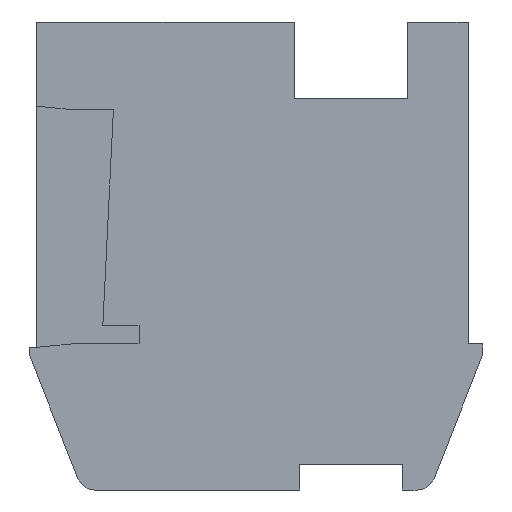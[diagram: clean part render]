
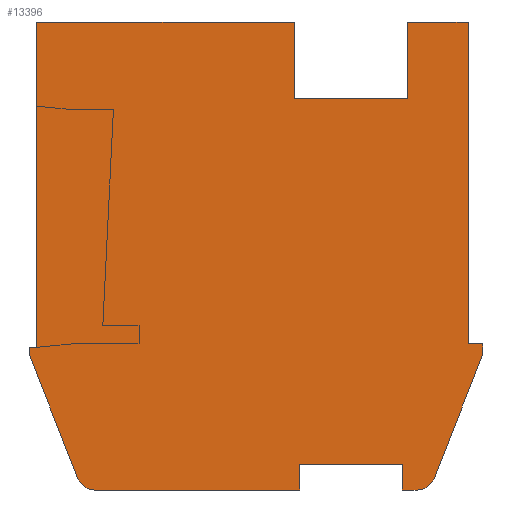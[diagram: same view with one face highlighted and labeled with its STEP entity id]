
A CAD part, front view. The second image highlights one B-rep face of the part: STEP entity #13396.
In plain terms, the highlighted planar face has unit normal (0, -1, 0).
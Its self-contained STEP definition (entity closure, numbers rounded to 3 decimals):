
#1=DIRECTION('',(-0.365,0.,-0.931));
#2=VECTOR('',#1,3.633);
#3=CARTESIAN_POINT('',(6.2,0.,-2.7));
#4=LINE('',#3,#2);
#5=CARTESIAN_POINT('',(4.409,0.,-5.9));
#6=DIRECTION('',(0.,1.,0.));
#7=DIRECTION('',(0.931,0.,-0.365));
#8=AXIS2_PLACEMENT_3D('',#5,#6,#7);
#10=DIRECTION('',(-1.,0.,0.));
#11=VECTOR('',#10,0.409);
#12=CARTESIAN_POINT('',(4.409,0.,-6.4));
#13=LINE('',#12,#11);
#14=DIRECTION('',(0.,0.,1.));
#15=VECTOR('',#14,0.7);
#16=CARTESIAN_POINT('',(4.,0.,-6.4));
#17=LINE('',#16,#15);
#18=DIRECTION('',(-1.,0.,0.));
#19=VECTOR('',#18,2.8);
#20=CARTESIAN_POINT('',(4.,0.,-5.7));
#21=LINE('',#20,#19);
#22=DIRECTION('',(0.,0.,-1.));
#23=VECTOR('',#22,0.7);
#24=CARTESIAN_POINT('',(1.2,0.,-5.7));
#25=LINE('',#24,#23);
#26=DIRECTION('',(-1.,0.,0.));
#27=VECTOR('',#26,5.609);
#28=CARTESIAN_POINT('',(1.2,0.,-6.4));
#29=LINE('',#28,#27);
#30=CARTESIAN_POINT('',(-4.409,0.,-5.9));
#31=DIRECTION('',(0.,1.,0.));
#32=DIRECTION('',(0.,0.,-1.));
#33=AXIS2_PLACEMENT_3D('',#30,#31,#32);
#35=DIRECTION('',(-0.365,0.,0.931));
#36=VECTOR('',#35,3.633);
#37=CARTESIAN_POINT('',(-4.874,0.,-6.082));
#38=LINE('',#37,#36);
#39=DIRECTION('',(0.,0.,1.));
#40=VECTOR('',#39,0.2);
#41=CARTESIAN_POINT('',(-6.2,0.,-2.7));
#42=LINE('',#41,#40);
#43=DIRECTION('',(1.,0.,0.));
#44=VECTOR('',#43,0.2);
#45=CARTESIAN_POINT('',(-6.2,0.,-2.5));
#46=LINE('',#45,#44);
#47=DIRECTION('',(0.,0.,1.));
#48=VECTOR('',#47,8.9);
#49=CARTESIAN_POINT('',(-6.,0.,-2.5));
#50=LINE('',#49,#48);
#51=DIRECTION('',(1.,0.,0.));
#52=VECTOR('',#51,7.05);
#53=CARTESIAN_POINT('',(-6.,0.,6.4));
#54=LINE('',#53,#52);
#55=DIRECTION('',(0.,0.,-1.));
#56=VECTOR('',#55,2.1);
#57=CARTESIAN_POINT('',(1.05,0.,6.4));
#58=LINE('',#57,#56);
#59=DIRECTION('',(1.,0.,0.));
#60=VECTOR('',#59,3.1);
#61=CARTESIAN_POINT('',(1.05,0.,4.3));
#62=LINE('',#61,#60);
#63=DIRECTION('',(0.,0.,1.));
#64=VECTOR('',#63,2.1);
#65=CARTESIAN_POINT('',(4.15,0.,4.3));
#66=LINE('',#65,#64);
#67=DIRECTION('',(1.,0.,0.));
#68=VECTOR('',#67,1.65);
#69=CARTESIAN_POINT('',(4.15,0.,6.4));
#70=LINE('',#69,#68);
#71=DIRECTION('',(0.,0.,-1.));
#72=VECTOR('',#71,8.8);
#73=CARTESIAN_POINT('',(5.8,0.,6.4));
#74=LINE('',#73,#72);
#75=DIRECTION('',(1.,0.,0.));
#76=VECTOR('',#75,0.4);
#77=CARTESIAN_POINT('',(5.8,0.,-2.4));
#78=LINE('',#77,#76);
#79=DIRECTION('',(0.,0.,-1.));
#80=VECTOR('',#79,0.3);
#81=CARTESIAN_POINT('',(6.2,0.,-2.4));
#82=LINE('',#81,#80);
#10189=CARTESIAN_POINT('',(6.2,0.,-2.7));
#10190=CARTESIAN_POINT('',(4.874,0.,-6.082));
#10191=VERTEX_POINT('',#10189);
#10192=VERTEX_POINT('',#10190);
#10193=CARTESIAN_POINT('',(4.409,0.,-6.4));
#10194=VERTEX_POINT('',#10193);
#10195=CARTESIAN_POINT('',(4.,0.,-6.4));
#10196=VERTEX_POINT('',#10195);
#10197=CARTESIAN_POINT('',(4.,0.,-5.7));
#10198=VERTEX_POINT('',#10197);
#10199=CARTESIAN_POINT('',(1.2,0.,-5.7));
#10200=VERTEX_POINT('',#10199);
#10201=CARTESIAN_POINT('',(1.2,0.,-6.4));
#10202=VERTEX_POINT('',#10201);
#10203=CARTESIAN_POINT('',(-4.409,0.,-6.4));
#10204=VERTEX_POINT('',#10203);
#10205=CARTESIAN_POINT('',(-4.874,0.,-6.082));
#10206=VERTEX_POINT('',#10205);
#10207=CARTESIAN_POINT('',(-6.2,0.,-2.7));
#10208=VERTEX_POINT('',#10207);
#10209=CARTESIAN_POINT('',(-6.2,0.,-2.5));
#10210=VERTEX_POINT('',#10209);
#10211=CARTESIAN_POINT('',(-6.,0.,-2.5));
#10212=VERTEX_POINT('',#10211);
#10213=CARTESIAN_POINT('',(-6.,0.,6.4));
#10214=VERTEX_POINT('',#10213);
#10215=CARTESIAN_POINT('',(1.05,0.,6.4));
#10216=VERTEX_POINT('',#10215);
#10217=CARTESIAN_POINT('',(1.05,0.,4.3));
#10218=VERTEX_POINT('',#10217);
#10219=CARTESIAN_POINT('',(4.15,0.,4.3));
#10220=VERTEX_POINT('',#10219);
#10221=CARTESIAN_POINT('',(4.15,0.,6.4));
#10222=VERTEX_POINT('',#10221);
#10223=CARTESIAN_POINT('',(5.8,0.,6.4));
#10224=VERTEX_POINT('',#10223);
#10225=CARTESIAN_POINT('',(5.8,0.,-2.4));
#10226=VERTEX_POINT('',#10225);
#10227=CARTESIAN_POINT('',(6.2,0.,-2.4));
#10228=VERTEX_POINT('',#10227);
#13349=CARTESIAN_POINT('',(0.,0.,0.));
#13350=DIRECTION('',(0.,1.,0.));
#13351=DIRECTION('',(1.,0.,0.));
#13352=AXIS2_PLACEMENT_3D('',#13349,#13350,#13351);
#13353=PLANE('',#13352);
#13355=ORIENTED_EDGE('',*,*,#13354,.T.);
#13357=ORIENTED_EDGE('',*,*,#13356,.T.);
#13359=ORIENTED_EDGE('',*,*,#13358,.T.);
#13361=ORIENTED_EDGE('',*,*,#13360,.T.);
#13363=ORIENTED_EDGE('',*,*,#13362,.T.);
#13365=ORIENTED_EDGE('',*,*,#13364,.T.);
#13367=ORIENTED_EDGE('',*,*,#13366,.T.);
#13369=ORIENTED_EDGE('',*,*,#13368,.T.);
#13371=ORIENTED_EDGE('',*,*,#13370,.T.);
#13373=ORIENTED_EDGE('',*,*,#13372,.T.);
#13375=ORIENTED_EDGE('',*,*,#13374,.T.);
#13377=ORIENTED_EDGE('',*,*,#13376,.T.);
#13379=ORIENTED_EDGE('',*,*,#13378,.T.);
#13381=ORIENTED_EDGE('',*,*,#13380,.T.);
#13383=ORIENTED_EDGE('',*,*,#13382,.T.);
#13385=ORIENTED_EDGE('',*,*,#13384,.T.);
#13387=ORIENTED_EDGE('',*,*,#13386,.T.);
#13389=ORIENTED_EDGE('',*,*,#13388,.T.);
#13391=ORIENTED_EDGE('',*,*,#13390,.T.);
#13393=ORIENTED_EDGE('',*,*,#13392,.T.);
#13394=EDGE_LOOP('',(#13355,#13357,#13359,#13361,#13363,#13365,#13367,#13369,
#13371,#13373,#13375,#13377,#13379,#13381,#13383,#13385,#13387,#13389,#13391,
#13393));
#13395=FACE_OUTER_BOUND('',#13394,.F.);
#13396=ADVANCED_FACE('',(#13395),#13353,.F.);
#9=CIRCLE('',#8,0.5);
#34=CIRCLE('',#33,0.5);
#13354=EDGE_CURVE('',#10191,#10192,#4,.T.);
#13356=EDGE_CURVE('',#10192,#10194,#9,.T.);
#13358=EDGE_CURVE('',#10194,#10196,#13,.T.);
#13360=EDGE_CURVE('',#10196,#10198,#17,.T.);
#13362=EDGE_CURVE('',#10198,#10200,#21,.T.);
#13364=EDGE_CURVE('',#10200,#10202,#25,.T.);
#13366=EDGE_CURVE('',#10202,#10204,#29,.T.);
#13368=EDGE_CURVE('',#10204,#10206,#34,.T.);
#13370=EDGE_CURVE('',#10206,#10208,#38,.T.);
#13372=EDGE_CURVE('',#10208,#10210,#42,.T.);
#13374=EDGE_CURVE('',#10210,#10212,#46,.T.);
#13376=EDGE_CURVE('',#10212,#10214,#50,.T.);
#13378=EDGE_CURVE('',#10214,#10216,#54,.T.);
#13380=EDGE_CURVE('',#10216,#10218,#58,.T.);
#13382=EDGE_CURVE('',#10218,#10220,#62,.T.);
#13384=EDGE_CURVE('',#10220,#10222,#66,.T.);
#13386=EDGE_CURVE('',#10222,#10224,#70,.T.);
#13388=EDGE_CURVE('',#10224,#10226,#74,.T.);
#13390=EDGE_CURVE('',#10226,#10228,#78,.T.);
#13392=EDGE_CURVE('',#10228,#10191,#82,.T.);
